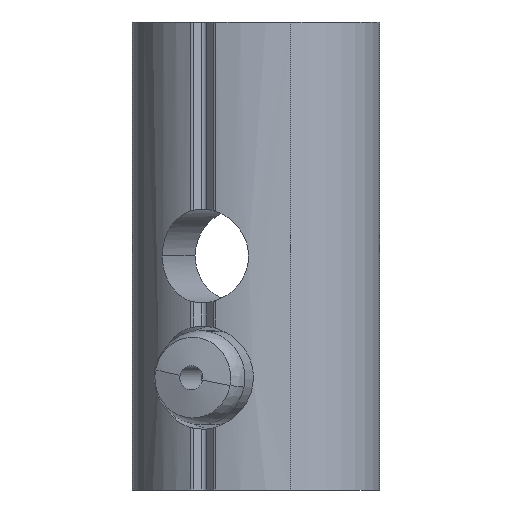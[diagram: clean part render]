
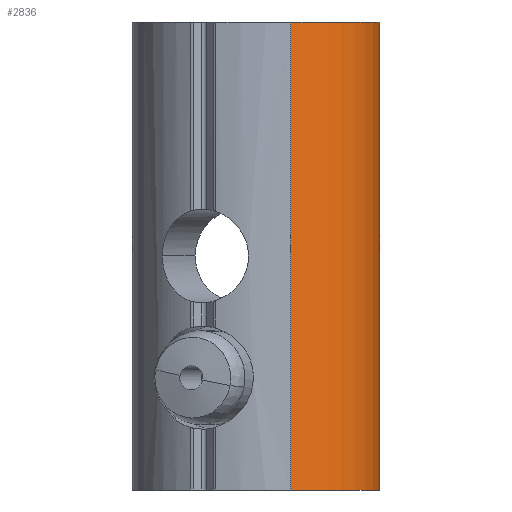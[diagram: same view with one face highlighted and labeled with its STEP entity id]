
A CAD part, front view. The second image highlights one B-rep face of the part: STEP entity #2836.
In plain terms, the highlighted cylindrical face has radius 6 mm (diameter 12 mm), a partial arc.
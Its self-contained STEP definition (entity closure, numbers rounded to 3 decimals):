
#1 = EDGE_CURVE ( 'NONE', #2582, #3018, #711, .T. ) ;
#438 = VERTEX_POINT ( 'NONE', #714 ) ;
#534 = CARTESIAN_POINT ( 'NONE',  ( 1.863, -8.652, -12.5 ) ) ;
#621 = ORIENTED_EDGE ( 'NONE', *, *, #2172, .F. ) ;
#668 = EDGE_CURVE ( 'NONE', #1612, #2582, #2223, .T. ) ;
#711 = LINE ( 'NONE', #2199, #1785 ) ;
#714 = CARTESIAN_POINT ( 'NONE',  ( 1.863, -8.652, 12.5 ) ) ;
#884 = CARTESIAN_POINT ( 'NONE',  ( 6.6, -2.786, 12.5 ) ) ;
#1034 = FACE_OUTER_BOUND ( 'NONE', #1168, .T. ) ;
#1051 = CARTESIAN_POINT ( 'NONE',  ( 0.6, -2.786, -12.5 ) ) ;
#1168 = EDGE_LOOP ( 'NONE', ( #621, #1686, #1704, #3122 ) ) ;
#1200 = EDGE_CURVE ( 'NONE', #1612, #438, #2850, .T. ) ;
#1222 = CIRCLE ( 'NONE', #2610, 6. ) ;
#1319 = DIRECTION ( 'NONE',  ( 1., 0., 0. ) ) ;
#1391 = DIRECTION ( 'NONE',  ( 1., 0., 0. ) ) ;
#1496 = AXIS2_PLACEMENT_3D ( 'NONE', #2983, #3003, #1391 ) ;
#1612 = VERTEX_POINT ( 'NONE', #2183 ) ;
#1686 = ORIENTED_EDGE ( 'NONE', *, *, #1200, .F. ) ;
#1704 = ORIENTED_EDGE ( 'NONE', *, *, #668, .T. ) ;
#1785 = VECTOR ( 'NONE', #2244, 1000. ) ;
#1922 = CARTESIAN_POINT ( 'NONE',  ( 6.6, -2.786, -12.5 ) ) ;
#2154 = AXIS2_PLACEMENT_3D ( 'NONE', #1051, #2988, #1319 ) ;
#2172 = EDGE_CURVE ( 'NONE', #438, #3018, #1222, .T. ) ;
#2173 = DIRECTION ( 'NONE',  ( 0., 0., 1. ) ) ;
#2183 = CARTESIAN_POINT ( 'NONE',  ( 1.863, -8.652, -12.5 ) ) ;
#2199 = CARTESIAN_POINT ( 'NONE',  ( 6.6, -2.786, -12.5 ) ) ;
#2223 = CIRCLE ( 'NONE', #1496, 6. ) ;
#2244 = DIRECTION ( 'NONE',  ( 0., 0., 1. ) ) ;
#2502 = DIRECTION ( 'NONE',  ( 0., 0., 1. ) ) ;
#2582 = VERTEX_POINT ( 'NONE', #1922 ) ;
#2610 = AXIS2_PLACEMENT_3D ( 'NONE', #2880, #2502, #2810 ) ;
#2650 = CYLINDRICAL_SURFACE ( 'NONE', #2154, 6. ) ;
#2807 = VECTOR ( 'NONE', #2173, 1000. ) ;
#2810 = DIRECTION ( 'NONE',  ( 1., 0., 0. ) ) ;
#2836 = ADVANCED_FACE ( 'NONE', ( #1034 ), #2650, .T. ) ;
#2850 = LINE ( 'NONE', #534, #2807 ) ;
#2880 = CARTESIAN_POINT ( 'NONE',  ( 0.6, -2.786, 12.5 ) ) ;
#2983 = CARTESIAN_POINT ( 'NONE',  ( 0.6, -2.786, -12.5 ) ) ;
#2988 = DIRECTION ( 'NONE',  ( 0., 0., 1. ) ) ;
#3003 = DIRECTION ( 'NONE',  ( 0., 0., 1. ) ) ;
#3018 = VERTEX_POINT ( 'NONE', #884 ) ;
#3122 = ORIENTED_EDGE ( 'NONE', *, *, #1, .T. ) ;
